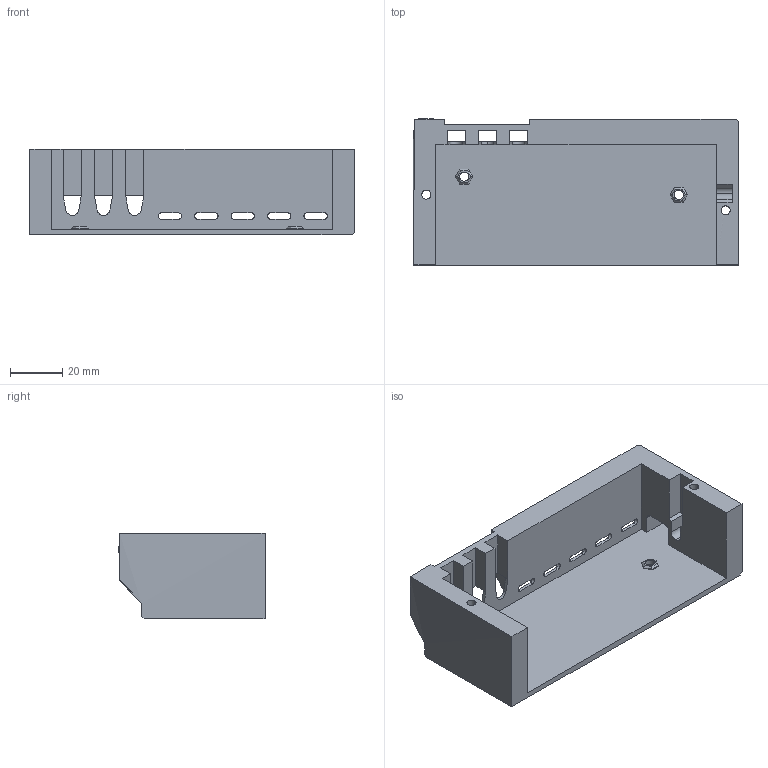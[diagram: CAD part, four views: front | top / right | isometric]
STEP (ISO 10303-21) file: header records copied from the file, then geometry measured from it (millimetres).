
FILE_DESCRIPTION (( 'STEP AP214' ), '1' );
FILE_NAME ('Electronics cover MMU2.STEP', '2022-07-04T02:26:46', ( 'Windows User' ), ( 'P R C' ), 'SwSTEP 2.0', 'SolidWorks 2022', '' );
FILE_SCHEMA (( 'AUTOMOTIVE_DESIGN' ));
Length unit declared in the file: millimetre
Products named in the file (1): Electronics cover MMU2
Bounding box: 125 x 56.1 x 33 mm (x, y, z)
Volume: 58161.7 mm3; surface area: 29412.7 mm2
Topology: 1 solids, 1 shells, 138 faces, 1327 edges, 1184 vertices
Faces by surface type: plane 96, cylinder 23, bspline 19
Entity records: 14377 total; most frequent: CARTESIAN_POINT 6376, ORIENTED_EDGE 2654, EDGE_CURVE 1327, VERTEX_POINT 1184, B_SPLINE_CURVE_WITH_KNOTS 1073, DIRECTION 503, VECTOR 245, LINE 245
